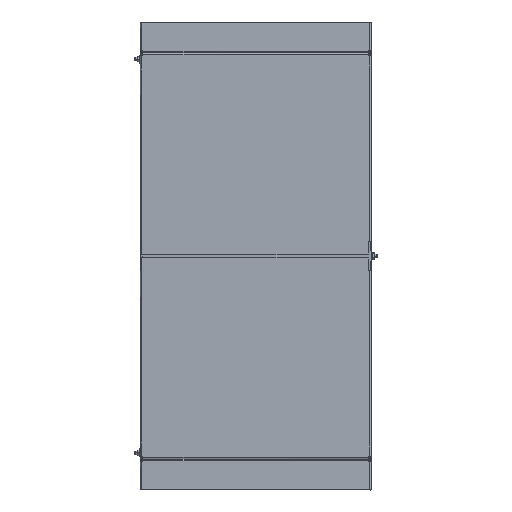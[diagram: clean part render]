
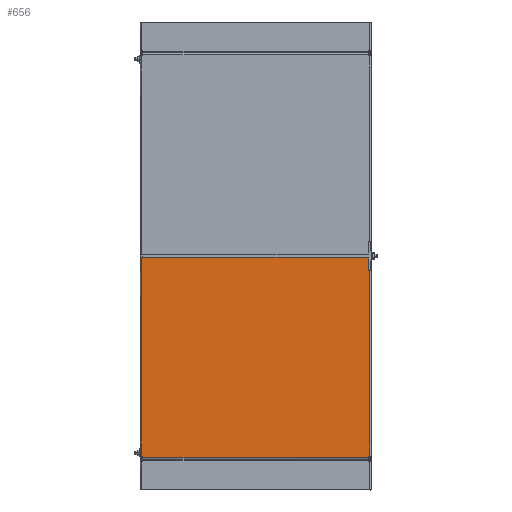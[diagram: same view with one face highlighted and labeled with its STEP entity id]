
A CAD part, front view. The second image highlights one B-rep face of the part: STEP entity #656.
In plain terms, the highlighted planar face has unit normal (0, -1, 0).
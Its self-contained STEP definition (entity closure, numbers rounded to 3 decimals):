
#656=ADVANCED_FACE('',(#1243),#9538,.T.);
#1243=FACE_OUTER_BOUND('',#1855,.T.);
#1855=EDGE_LOOP('',(#4406,#4407,#4408,#4409,#4410,#4411,#4412,#4413,#4414,
#4415,#4416));
#4406=ORIENTED_EDGE('',*,*,#6336,.T.);
#4407=ORIENTED_EDGE('',*,*,#5861,.F.);
#4408=ORIENTED_EDGE('',*,*,#5872,.F.);
#4409=ORIENTED_EDGE('',*,*,#6451,.F.);
#4410=ORIENTED_EDGE('',*,*,#6215,.F.);
#4411=ORIENTED_EDGE('',*,*,#6218,.F.);
#4412=ORIENTED_EDGE('',*,*,#6102,.F.);
#4413=ORIENTED_EDGE('',*,*,#6334,.F.);
#4414=ORIENTED_EDGE('',*,*,#6337,.T.);
#4415=ORIENTED_EDGE('',*,*,#5687,.F.);
#4416=ORIENTED_EDGE('',*,*,#5684,.F.);
#5684=EDGE_CURVE('',#8507,#8496,#7645,.T.);
#5687=EDGE_CURVE('',#8496,#8510,#7648,.T.);
#5861=EDGE_CURVE('',#8604,#8605,#7734,.T.);
#5872=EDGE_CURVE('',#8619,#8604,#7742,.T.);
#6102=EDGE_CURVE('',#8806,#8807,#7025,.T.);
#6215=EDGE_CURVE('',#8899,#8896,#7936,.T.);
#6218=EDGE_CURVE('',#8807,#8899,#7939,.T.);
#6334=EDGE_CURVE('',#8526,#8806,#7966,.T.);
#6336=EDGE_CURVE('',#8507,#8605,#7968,.T.);
#6337=EDGE_CURVE('',#8526,#8510,#7969,.T.);
#6451=EDGE_CURVE('',#8896,#8619,#7206,.T.);
#7025=(
BOUNDED_CURVE()
B_SPLINE_CURVE(2,(#20872,#20873,#20874),.UNSPECIFIED.,.F.,.F.)
B_SPLINE_CURVE_WITH_KNOTS((3,3),(-1.571,0.),.UNSPECIFIED.)
CURVE()
GEOMETRIC_REPRESENTATION_ITEM()
RATIONAL_B_SPLINE_CURVE((1.,0.707,1.))
REPRESENTATION_ITEM('')
);
#7206=(
BOUNDED_CURVE()
B_SPLINE_CURVE(1,(#21783,#21784),.UNSPECIFIED.,.F.,.F.)
B_SPLINE_CURVE_WITH_KNOTS((2,2),(-235.5,0.),.UNSPECIFIED.)
CURVE()
GEOMETRIC_REPRESENTATION_ITEM()
RATIONAL_B_SPLINE_CURVE((1.,1.))
REPRESENTATION_ITEM('')
);
#7645=B_SPLINE_CURVE_WITH_KNOTS('',1,(#19811,#19812),.UNSPECIFIED.,.F.,
 .F.,(2,2),(0.,1.838),.UNSPECIFIED.);
#7648=B_SPLINE_CURVE_WITH_KNOTS('',1,(#19817,#19818),.UNSPECIFIED.,.F.,
 .F.,(2,2),(0.,2.3),.UNSPECIFIED.);
#7734=B_SPLINE_CURVE_WITH_KNOTS('',1,(#20258,#20259),.UNSPECIFIED.,.F.,
 .F.,(2,2),(0.,1.838),.UNSPECIFIED.);
#7742=B_SPLINE_CURVE_WITH_KNOTS('',1,(#20283,#20284),.UNSPECIFIED.,.F.,
 .F.,(2,2),(0.,2.3),.UNSPECIFIED.);
#7936=B_SPLINE_CURVE_WITH_KNOTS('',1,(#21146,#21147),.UNSPECIFIED.,.F.,
 .F.,(2,2),(0.,1.75),.UNSPECIFIED.);
#7939=B_SPLINE_CURVE_WITH_KNOTS('',1,(#21152,#21153),.UNSPECIFIED.,.F.,
 .F.,(2,2),(0.,21.5),.UNSPECIFIED.);
#7966=B_SPLINE_CURVE_WITH_KNOTS('',1,(#21465,#21466),.UNSPECIFIED.,.F.,
 .F.,(2,2),(-297.25,0.),.UNSPECIFIED.);
#7968=B_SPLINE_CURVE_WITH_KNOTS('',1,(#21469,#21470),.UNSPECIFIED.,.F.,
 .F.,(2,2),(0.,295.4),.UNSPECIFIED.);
#7969=B_SPLINE_CURVE_WITH_KNOTS('',1,(#21471,#21472),.UNSPECIFIED.,.F.,
 .F.,(2,2),(0.,258.),.UNSPECIFIED.);
#8496=VERTEX_POINT('',#19166);
#8507=VERTEX_POINT('',#19177);
#8510=VERTEX_POINT('',#19180);
#8526=VERTEX_POINT('',#19196);
#8604=VERTEX_POINT('',#19274);
#8605=VERTEX_POINT('',#19275);
#8619=VERTEX_POINT('',#19289);
#8806=VERTEX_POINT('',#19476);
#8807=VERTEX_POINT('',#19477);
#8896=VERTEX_POINT('',#19566);
#8899=VERTEX_POINT('',#19569);
#9538=PLANE('',#9866);
#9866=AXIS2_PLACEMENT_3D('',#18877,#10160,$);
#10160=DIRECTION('',(0.,-1.,0.));
#18877=CARTESIAN_POINT('',(-240.001,-1.25,442.485));
#19166=CARTESIAN_POINT('',(-197.7,-1.25,59.5));
#19177=CARTESIAN_POINT('',(-197.7,-1.25,57.662));
#19180=CARTESIAN_POINT('',(-200.,-1.25,59.5));
#19196=CARTESIAN_POINT('',(-200.,-1.25,407.5));
#19274=CARTESIAN_POINT('',(197.7,-1.25,59.5));
#19275=CARTESIAN_POINT('',(197.7,-1.25,57.662));
#19289=CARTESIAN_POINT('',(200.,-1.25,59.5));
#19476=CARTESIAN_POINT('',(197.25,-1.25,407.5));
#19477=CARTESIAN_POINT('',(198.25,-1.25,406.5));
#19566=CARTESIAN_POINT('',(200.,-1.25,385.));
#19569=CARTESIAN_POINT('',(198.25,-1.25,385.));
#19811=CARTESIAN_POINT('',(-197.7,-1.25,57.662));
#19812=CARTESIAN_POINT('',(-197.7,-1.25,59.5));
#19817=CARTESIAN_POINT('',(-197.7,-1.25,59.5));
#19818=CARTESIAN_POINT('',(-200.,-1.25,59.5));
#20258=CARTESIAN_POINT('',(197.7,-1.25,59.5));
#20259=CARTESIAN_POINT('',(197.7,-1.25,57.662));
#20283=CARTESIAN_POINT('',(200.,-1.25,59.5));
#20284=CARTESIAN_POINT('',(197.7,-1.25,59.5));
#20872=CARTESIAN_POINT('',(197.25,-1.25,407.5));
#20873=CARTESIAN_POINT('',(198.25,-1.25,407.5));
#20874=CARTESIAN_POINT('',(198.25,-1.25,406.5));
#21146=CARTESIAN_POINT('',(198.25,-1.25,385.));
#21147=CARTESIAN_POINT('',(200.,-1.25,385.));
#21152=CARTESIAN_POINT('',(198.25,-1.25,406.5));
#21153=CARTESIAN_POINT('',(198.25,-1.25,385.));
#21465=CARTESIAN_POINT('',(-200.,-1.25,407.5));
#21466=CARTESIAN_POINT('',(197.25,-1.25,407.5));
#21469=CARTESIAN_POINT('',(-197.7,-1.25,57.662));
#21470=CARTESIAN_POINT('',(197.7,-1.25,57.662));
#21471=CARTESIAN_POINT('',(-200.,-1.25,407.5));
#21472=CARTESIAN_POINT('',(-200.,-1.25,59.5));
#21783=CARTESIAN_POINT('',(200.,-1.25,385.));
#21784=CARTESIAN_POINT('',(200.,-1.25,59.5));
